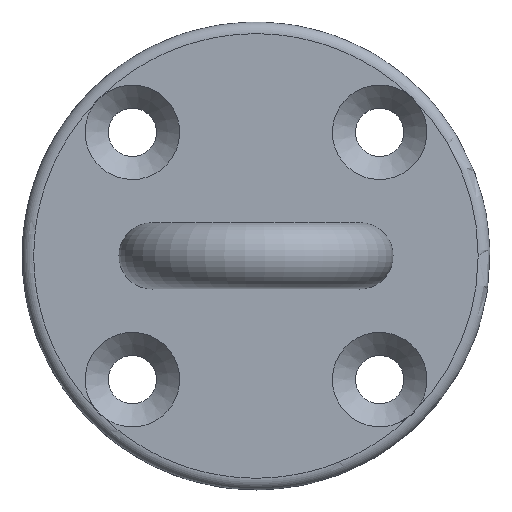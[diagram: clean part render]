
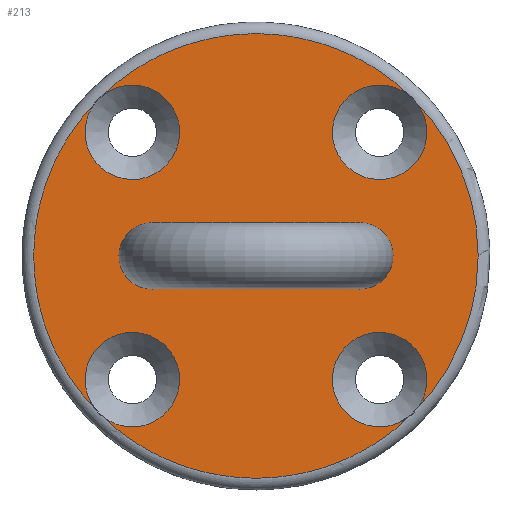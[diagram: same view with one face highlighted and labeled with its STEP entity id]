
A CAD part, top view. The second image highlights one B-rep face of the part: STEP entity #213.
In plain terms, the highlighted planar face has unit normal (0, 0, 1).
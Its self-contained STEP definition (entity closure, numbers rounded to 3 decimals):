
#15=PLANE('',#249);
#32=FACE_BOUND('',#76,.T.);
#33=FACE_BOUND('',#77,.T.);
#51=FACE_OUTER_BOUND('',#75,.T.);
#75=EDGE_LOOP('',(#171,#172,#173,#174,#175,#176,#177,#178));
#76=EDGE_LOOP('',(#179));
#77=EDGE_LOOP('',(#180));
#92=CIRCLE('',#229,7.);
#94=CIRCLE('',#232,7.);
#95=CIRCLE('',#235,10.);
#98=CIRCLE('',#240,10.);
#101=CIRCLE('',#245,10.);
#104=CIRCLE('',#250,47.);
#105=CIRCLE('',#251,10.);
#106=CIRCLE('',#252,47.);
#107=CIRCLE('',#253,47.);
#108=CIRCLE('',#254,47.);
#114=VERTEX_POINT('',#344);
#116=VERTEX_POINT('',#349);
#117=VERTEX_POINT('',#353);
#120=VERTEX_POINT('',#361);
#123=VERTEX_POINT('',#369);
#126=VERTEX_POINT('',#377);
#132=EDGE_CURVE('',#114,#114,#92,.T.);
#134=EDGE_CURVE('',#116,#116,#94,.T.);
#135=EDGE_CURVE('',#117,#117,#95,.T.);
#138=EDGE_CURVE('',#120,#120,#98,.T.);
#141=EDGE_CURVE('',#123,#123,#101,.T.);
#144=EDGE_CURVE('',#126,#123,#104,.T.);
#145=EDGE_CURVE('',#126,#126,#105,.T.);
#146=EDGE_CURVE('',#117,#126,#106,.T.);
#147=EDGE_CURVE('',#120,#117,#107,.T.);
#148=EDGE_CURVE('',#123,#120,#108,.T.);
#171=ORIENTED_EDGE('',*,*,#144,.F.);
#172=ORIENTED_EDGE('',*,*,#145,.T.);
#173=ORIENTED_EDGE('',*,*,#146,.F.);
#174=ORIENTED_EDGE('',*,*,#135,.T.);
#175=ORIENTED_EDGE('',*,*,#147,.F.);
#176=ORIENTED_EDGE('',*,*,#138,.T.);
#177=ORIENTED_EDGE('',*,*,#148,.F.);
#178=ORIENTED_EDGE('',*,*,#141,.T.);
#179=ORIENTED_EDGE('',*,*,#134,.T.);
#180=ORIENTED_EDGE('',*,*,#132,.T.);
#213=ADVANCED_FACE('',(#51,#32,#33),#15,.T.);
#229=AXIS2_PLACEMENT_3D('',#345,#270,#271);
#232=AXIS2_PLACEMENT_3D('',#350,#276,#277);
#235=AXIS2_PLACEMENT_3D('',#354,#282,#283);
#240=AXIS2_PLACEMENT_3D('',#362,#292,#293);
#245=AXIS2_PLACEMENT_3D('',#370,#302,#303);
#249=AXIS2_PLACEMENT_3D('',#376,#310,#311);
#250=AXIS2_PLACEMENT_3D('',#378,#312,#313);
#251=AXIS2_PLACEMENT_3D('',#379,#314,#315);
#252=AXIS2_PLACEMENT_3D('',#380,#316,#317);
#253=AXIS2_PLACEMENT_3D('',#381,#318,#319);
#254=AXIS2_PLACEMENT_3D('',#382,#320,#321);
#270=DIRECTION('center_axis',(0.,0.,-1.));
#271=DIRECTION('ref_axis',(-1.,0.,0.));
#276=DIRECTION('center_axis',(0.,0.,-1.));
#277=DIRECTION('ref_axis',(-1.,0.,0.));
#282=DIRECTION('center_axis',(0.,0.,-1.));
#283=DIRECTION('ref_axis',(0.,1.,0.));
#292=DIRECTION('center_axis',(0.,0.,-1.));
#293=DIRECTION('ref_axis',(-1.,0.,0.));
#302=DIRECTION('center_axis',(0.,0.,-1.));
#303=DIRECTION('ref_axis',(0.,-1.,0.));
#310=DIRECTION('center_axis',(0.,0.,1.));
#311=DIRECTION('ref_axis',(1.,0.,0.));
#312=DIRECTION('center_axis',(0.,0.,-1.));
#313=DIRECTION('ref_axis',(0.,1.,0.));
#314=DIRECTION('center_axis',(0.,0.,-1.));
#315=DIRECTION('ref_axis',(1.,0.,0.));
#316=DIRECTION('center_axis',(0.,0.,-1.));
#317=DIRECTION('ref_axis',(0.,1.,0.));
#318=DIRECTION('center_axis',(0.,0.,-1.));
#319=DIRECTION('ref_axis',(0.,1.,0.));
#320=DIRECTION('center_axis',(0.,0.,-1.));
#321=DIRECTION('ref_axis',(0.,1.,0.));
#344=CARTESIAN_POINT('',(29.,0.,10.));
#345=CARTESIAN_POINT('Origin',(22.,0.,10.));
#349=CARTESIAN_POINT('',(-15.,0.,10.));
#350=CARTESIAN_POINT('Origin',(-22.,0.,10.));
#353=CARTESIAN_POINT('',(33.234,33.234,10.));
#354=CARTESIAN_POINT('Origin',(26.163,26.163,10.));
#361=CARTESIAN_POINT('',(-33.234,33.234,10.));
#362=CARTESIAN_POINT('Origin',(-26.163,26.163,10.));
#369=CARTESIAN_POINT('',(-33.234,-33.234,10.));
#370=CARTESIAN_POINT('Origin',(-26.163,-26.163,10.));
#376=CARTESIAN_POINT('Origin',(0.,23.5,10.));
#377=CARTESIAN_POINT('',(33.234,-33.234,10.));
#378=CARTESIAN_POINT('Origin',(0.,0.,10.));
#379=CARTESIAN_POINT('Origin',(26.163,-26.163,10.));
#380=CARTESIAN_POINT('Origin',(0.,0.,10.));
#381=CARTESIAN_POINT('Origin',(0.,0.,10.));
#382=CARTESIAN_POINT('Origin',(0.,0.,10.));
